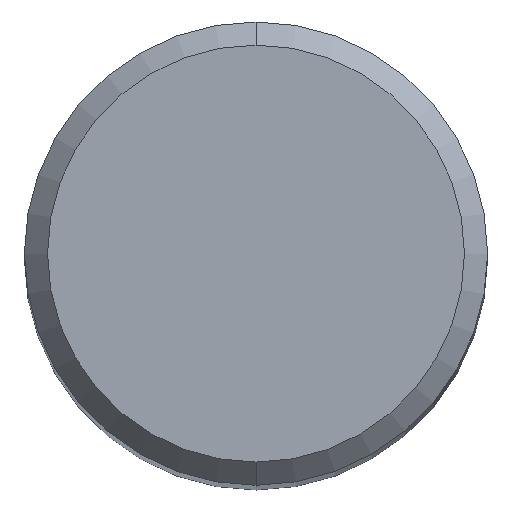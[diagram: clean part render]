
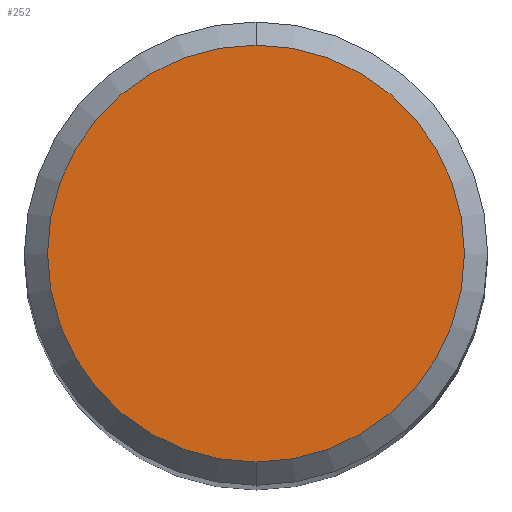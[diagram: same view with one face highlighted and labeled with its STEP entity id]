
A CAD part, top view. The second image highlights one B-rep face of the part: STEP entity #252.
In plain terms, the highlighted planar face has unit normal (0, 0, 1).
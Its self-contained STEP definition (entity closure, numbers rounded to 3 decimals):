
#222=EDGE_CURVE('',#280,#300,#528,.T.);
#252=ADVANCED_FACE('',(#561),#562,.T.);
#280=VERTEX_POINT('',#592);
#300=VERTEX_POINT('',#616);
#346=EDGE_CURVE('',#300,#280,#666,.T.);
#528=CIRCLE('',#906,4.5);
#561=FACE_OUTER_BOUND('',#980,.T.);
#562=PLANE('',#981);
#592=CARTESIAN_POINT('',(0.0,4.5,0.0));
#616=CARTESIAN_POINT('',(0.,-4.5,0.0));
#666=CIRCLE('',#1202,4.5);
#906=AXIS2_PLACEMENT_3D('',#1521,#1522,#1523);
#980=EDGE_LOOP('',(#1546,#1547));
#981=AXIS2_PLACEMENT_3D('',#1548,#1549,#1550);
#1202=AXIS2_PLACEMENT_3D('',#1654,#1655,#1656);
#1521=CARTESIAN_POINT('',(0.0,0.0,0.0));
#1522=DIRECTION('',(0.0,0.0,-1.0));
#1523=DIRECTION('',(0.0,1.0,0.0));
#1546=ORIENTED_EDGE('',*,*,#222,.F.);
#1547=ORIENTED_EDGE('',*,*,#346,.F.);
#1548=CARTESIAN_POINT('',(0.0,2.25,0.0));
#1549=DIRECTION('',(-0.0,0.0,1.0));
#1550=DIRECTION('',(0.0,-1.0,0.0));
#1654=CARTESIAN_POINT('',(0.0,0.0,0.0));
#1655=DIRECTION('',(0.0,0.0,-1.0));
#1656=DIRECTION('',(0.0,1.0,0.0));
